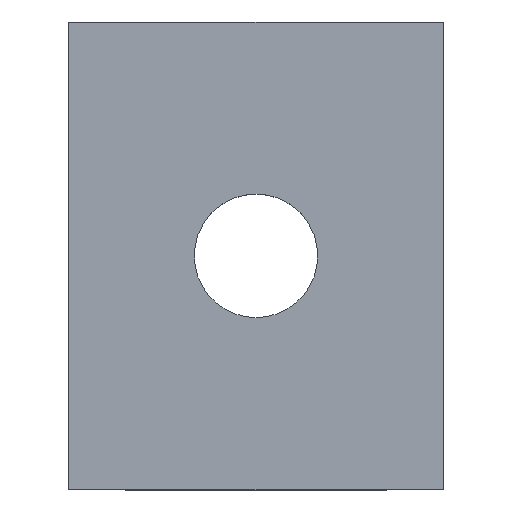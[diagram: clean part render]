
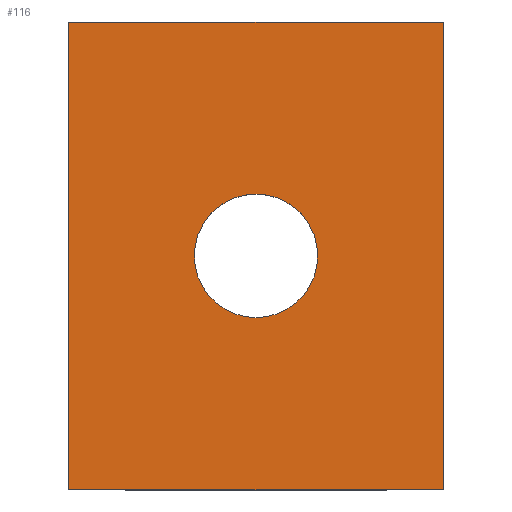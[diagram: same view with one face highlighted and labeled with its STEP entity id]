
A CAD part, top view. The second image highlights one B-rep face of the part: STEP entity #116.
In plain terms, the highlighted planar face has unit normal (0, 0, 1).
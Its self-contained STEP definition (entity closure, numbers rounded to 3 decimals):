
#114=VERTEX_POINT('',#283);
#116=ADVANCED_FACE('',(#285,#286),#287,.T.);
#118=VERTEX_POINT('',#289);
#134=VERTEX_POINT('',#305);
#142=EDGE_CURVE('',#118,#114,#313,.T.);
#154=VERTEX_POINT('',#326);
#184=VERTEX_POINT('',#360);
#196=EDGE_CURVE('',#184,#154,#373,.T.);
#200=VERTEX_POINT('',#377);
#202=EDGE_CURVE('',#184,#200,#379,.T.);
#216=EDGE_CURVE('',#134,#154,#396,.T.);
#234=EDGE_CURVE('',#114,#118,#416,.T.);
#240=EDGE_CURVE('',#200,#134,#422,.T.);
#283=CARTESIAN_POINT('',(-3.3,0.0,5.5));
#285=FACE_BOUND('',#471,.T.);
#286=FACE_OUTER_BOUND('',#472,.T.);
#287=PLANE('',#473);
#289=CARTESIAN_POINT('',(3.3,0.,5.5));
#305=CARTESIAN_POINT('',(-10.0,-12.5,5.5));
#313=CIRCLE('',#509,3.3);
#326=CARTESIAN_POINT('',(10.0,-12.5,5.5));
#360=CARTESIAN_POINT('',(10.0,12.5,5.5));
#373=LINE('',#588,#589);
#377=CARTESIAN_POINT('',(-10.0,12.5,5.5));
#379=LINE('',#596,#597);
#396=LINE('',#618,#619);
#416=CIRCLE('',#650,3.3);
#422=LINE('',#659,#660);
#471=EDGE_LOOP('',(#696,#697));
#472=EDGE_LOOP('',(#698,#699,#700,#701));
#473=AXIS2_PLACEMENT_3D('',#702,#703,#704);
#509=AXIS2_PLACEMENT_3D('',#712,#713,#714);
#588=CARTESIAN_POINT('',(10.0,12.5,5.5));
#589=VECTOR('',#781,1.0);
#596=CARTESIAN_POINT('',(10.0,12.5,5.5));
#597=VECTOR('',#782,1.0);
#618=CARTESIAN_POINT('',(10.0,-12.5,5.5));
#619=VECTOR('',#804,1.0);
#650=AXIS2_PLACEMENT_3D('',#830,#831,#832);
#659=CARTESIAN_POINT('',(-10.0,12.5,5.5));
#660=VECTOR('',#834,1.0);
#696=ORIENTED_EDGE('',*,*,#234,.T.);
#697=ORIENTED_EDGE('',*,*,#142,.T.);
#698=ORIENTED_EDGE('',*,*,#216,.T.);
#699=ORIENTED_EDGE('',*,*,#196,.F.);
#700=ORIENTED_EDGE('',*,*,#202,.T.);
#701=ORIENTED_EDGE('',*,*,#240,.T.);
#702=CARTESIAN_POINT('',(-10.0,12.5,5.5));
#703=DIRECTION('',(0.0,0.0,1.0));
#704=DIRECTION('',(0.0,-1.0,0.0));
#712=CARTESIAN_POINT('',(0.0,0.0,5.5));
#713=DIRECTION('',(0.0,0.0,-1.0));
#714=DIRECTION('',(1.0,0.0,0.0));
#781=DIRECTION('',(0.0,-1.0,0.0));
#782=DIRECTION('',(-1.0,0.0,0.0));
#804=DIRECTION('',(1.0,0.0,0.0));
#830=CARTESIAN_POINT('',(0.0,0.0,5.5));
#831=DIRECTION('',(0.0,0.0,-1.0));
#832=DIRECTION('',(1.0,0.0,0.0));
#834=DIRECTION('',(0.0,-1.0,0.0));
